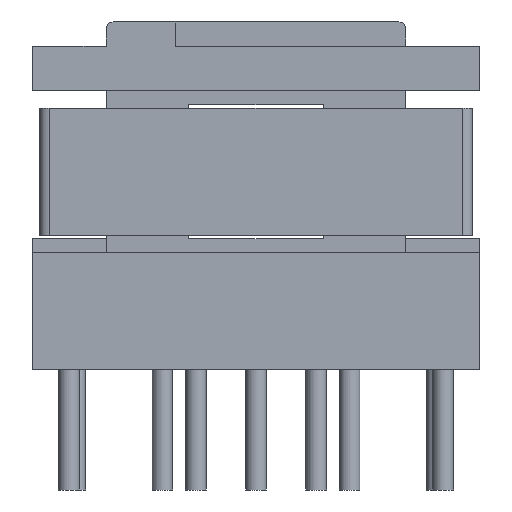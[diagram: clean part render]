
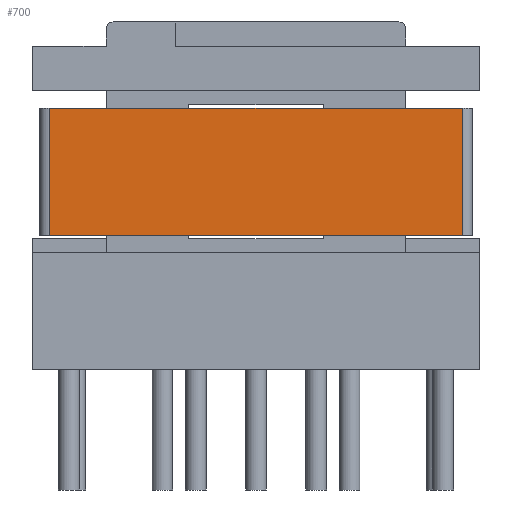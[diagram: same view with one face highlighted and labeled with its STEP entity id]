
A CAD part, front view. The second image highlights one B-rep face of the part: STEP entity #700.
In plain terms, the highlighted planar face has unit normal (0, -1, 0).
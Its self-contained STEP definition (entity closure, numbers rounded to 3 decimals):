
#321 = EDGE_CURVE('',#322,#324,#326,.T.);
#322 = VERTEX_POINT('',#323);
#323 = CARTESIAN_POINT('',(6.,-8.65,7.65));
#324 = VERTEX_POINT('',#325);
#325 = CARTESIAN_POINT('',(-6.,-8.65,7.65));
#326 = LINE('',#327,#328);
#327 = CARTESIAN_POINT('',(6.3,-8.65,7.65));
#328 = VECTOR('',#329,1.);
#329 = DIRECTION('',(-1.,0.,0.));
#592 = VERTEX_POINT('',#593);
#593 = CARTESIAN_POINT('',(6.,-8.65,3.95));
#600 = EDGE_CURVE('',#592,#601,#603,.T.);
#601 = VERTEX_POINT('',#602);
#602 = CARTESIAN_POINT('',(-6.,-8.65,3.95));
#603 = LINE('',#604,#605);
#604 = CARTESIAN_POINT('',(6.3,-8.65,3.95));
#605 = VECTOR('',#606,1.);
#606 = DIRECTION('',(-1.,0.,0.));
#700 = ADVANCED_FACE('',(#701),#717,.T.);
#701 = FACE_BOUND('',#702,.T.);
#702 = EDGE_LOOP('',(#703,#704,#710,#711));
#703 = ORIENTED_EDGE('',*,*,#600,.F.);
#704 = ORIENTED_EDGE('',*,*,#705,.F.);
#705 = EDGE_CURVE('',#322,#592,#706,.T.);
#706 = LINE('',#707,#708);
#707 = CARTESIAN_POINT('',(6.,-8.65,7.65));
#708 = VECTOR('',#709,1.);
#709 = DIRECTION('',(0.,0.,-1.));
#710 = ORIENTED_EDGE('',*,*,#321,.T.);
#711 = ORIENTED_EDGE('',*,*,#712,.T.);
#712 = EDGE_CURVE('',#324,#601,#713,.T.);
#713 = LINE('',#714,#715);
#714 = CARTESIAN_POINT('',(-6.,-8.65,7.65));
#715 = VECTOR('',#716,1.);
#716 = DIRECTION('',(0.,0.,-1.));
#717 = PLANE('',#718);
#718 = AXIS2_PLACEMENT_3D('',#719,#720,#721);
#719 = CARTESIAN_POINT('',(6.3,-8.65,7.65));
#720 = DIRECTION('',(0.,-1.,0.));
#721 = DIRECTION('',(0.,0.,1.));
